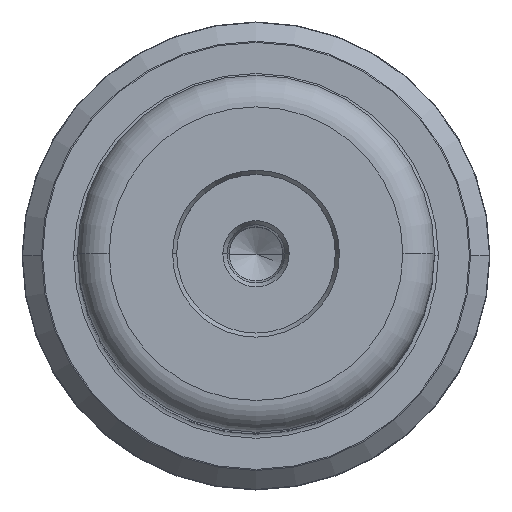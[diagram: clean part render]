
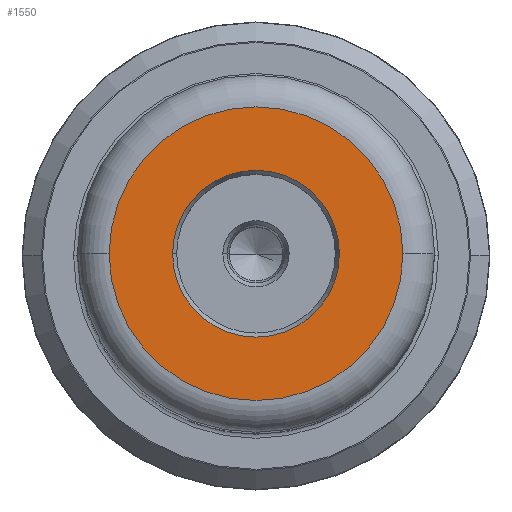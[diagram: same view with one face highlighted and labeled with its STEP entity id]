
A CAD part, top view. The second image highlights one B-rep face of the part: STEP entity #1550.
In plain terms, the highlighted planar face has unit normal (0, 0, 1).
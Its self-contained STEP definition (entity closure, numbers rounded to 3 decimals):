
#41 = CARTESIAN_POINT ( 'NONE',  ( 18.514, 0., 202. ) ) ;
#81 = ORIENTED_EDGE ( 'NONE', *, *, #1547, .T. ) ;
#105 = CIRCLE ( 'NONE', #2396, 18.514 ) ;
#205 = CARTESIAN_POINT ( 'NONE',  ( 0., 0., 202. ) ) ;
#245 = CARTESIAN_POINT ( 'NONE',  ( 10.521, 0., 202. ) ) ;
#278 = CARTESIAN_POINT ( 'NONE',  ( 0., 0., 202. ) ) ;
#441 = EDGE_LOOP ( 'NONE', ( #1606, #1220 ) ) ;
#464 = DIRECTION ( 'NONE',  ( 0., 0., -1. ) ) ;
#516 = VERTEX_POINT ( 'NONE', #41 ) ;
#564 = DIRECTION ( 'NONE',  ( 0., 0., 1. ) ) ;
#595 = CARTESIAN_POINT ( 'NONE',  ( 0., 0., 202. ) ) ;
#699 = CIRCLE ( 'NONE', #2706, 18.514 ) ;
#727 = VERTEX_POINT ( 'NONE', #245 ) ;
#836 = DIRECTION ( 'NONE',  ( 1., 0., 0. ) ) ;
#912 = EDGE_CURVE ( 'NONE', #727, #915, #988, .T. ) ;
#915 = VERTEX_POINT ( 'NONE', #2305 ) ;
#988 = CIRCLE ( 'NONE', #1413, 10.521 ) ;
#1122 = CARTESIAN_POINT ( 'NONE',  ( -18.514, 0., 202. ) ) ;
#1208 = DIRECTION ( 'NONE',  ( 1., 0., 0. ) ) ;
#1215 = AXIS2_PLACEMENT_3D ( 'NONE', #2682, #464, #1928 ) ;
#1220 = ORIENTED_EDGE ( 'NONE', *, *, #1405, .T. ) ;
#1281 = DIRECTION ( 'NONE',  ( 1., 0., 0. ) ) ;
#1405 = EDGE_CURVE ( 'NONE', #2050, #516, #105, .T. ) ;
#1413 = AXIS2_PLACEMENT_3D ( 'NONE', #595, #2570, #836 ) ;
#1460 = FACE_BOUND ( 'NONE', #2285, .T. ) ;
#1547 = EDGE_CURVE ( 'NONE', #915, #727, #2455, .T. ) ;
#1550 = ADVANCED_FACE ( 'NONE', ( #1460, #2147 ), #2436, .T. ) ;
#1606 = ORIENTED_EDGE ( 'NONE', *, *, #2470, .T. ) ;
#1928 = DIRECTION ( 'NONE',  ( 1., 0., 0. ) ) ;
#2050 = VERTEX_POINT ( 'NONE', #1122 ) ;
#2130 = CARTESIAN_POINT ( 'NONE',  ( 0., 0., 202. ) ) ;
#2147 = FACE_OUTER_BOUND ( 'NONE', #441, .T. ) ;
#2175 = DIRECTION ( 'NONE',  ( 0., 0., 1. ) ) ;
#2285 = EDGE_LOOP ( 'NONE', ( #3010, #81 ) ) ;
#2305 = CARTESIAN_POINT ( 'NONE',  ( -10.521, 0., 202. ) ) ;
#2348 = AXIS2_PLACEMENT_3D ( 'NONE', #205, #2898, #1208 ) ;
#2396 = AXIS2_PLACEMENT_3D ( 'NONE', #2130, #2175, #2664 ) ;
#2436 = PLANE ( 'NONE',  #2348 ) ;
#2455 = CIRCLE ( 'NONE', #1215, 10.521 ) ;
#2470 = EDGE_CURVE ( 'NONE', #516, #2050, #699, .T. ) ;
#2570 = DIRECTION ( 'NONE',  ( 0., 0., -1. ) ) ;
#2664 = DIRECTION ( 'NONE',  ( 1., 0., 0. ) ) ;
#2682 = CARTESIAN_POINT ( 'NONE',  ( 0., 0., 202. ) ) ;
#2706 = AXIS2_PLACEMENT_3D ( 'NONE', #278, #564, #1281 ) ;
#2898 = DIRECTION ( 'NONE',  ( 0., 0., 1. ) ) ;
#3010 = ORIENTED_EDGE ( 'NONE', *, *, #912, .T. ) ;
